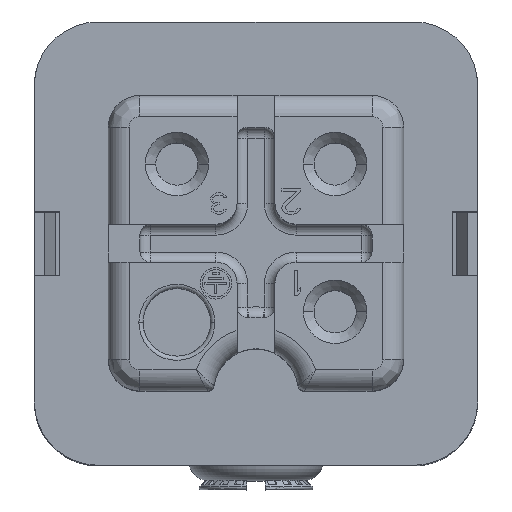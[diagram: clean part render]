
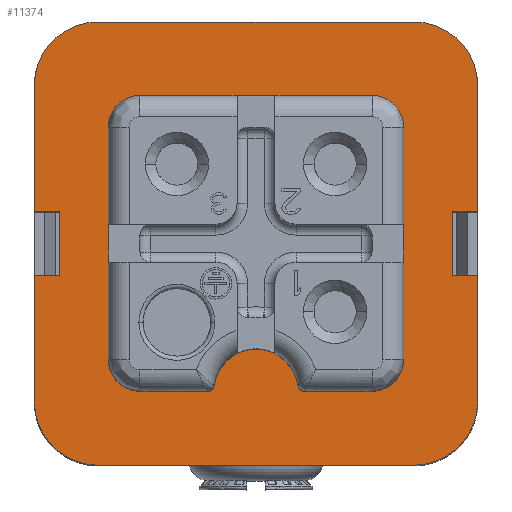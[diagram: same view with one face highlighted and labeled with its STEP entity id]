
A CAD part, top view. The second image highlights one B-rep face of the part: STEP entity #11374.
In plain terms, the highlighted planar face has unit normal (0, 0, 1).
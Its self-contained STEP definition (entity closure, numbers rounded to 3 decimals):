
#1148=DIRECTION('',(0.,-1.,0.));
#1149=VECTOR('',#1148,6.);
#1150=CARTESIAN_POINT('',(-59.188,-48.165,36.));
#1151=LINE('',#1150,#1149);
#1152=DIRECTION('',(-1.,0.,0.));
#1153=VECTOR('',#1152,1.2);
#1154=CARTESIAN_POINT('',(-57.988,-48.165,36.));
#1155=LINE('',#1154,#1153);
#1156=CARTESIAN_POINT('',(-41.188,-54.165,36.));
#1157=DIRECTION('',(0.,0.,-1.));
#1158=DIRECTION('',(1.,0.,0.));
#1159=AXIS2_PLACEMENT_3D('',#1156,#1157,#1158);
#1161=CARTESIAN_POINT('',(-56.188,-54.165,36.));
#1162=DIRECTION('',(0.,0.,-1.));
#1163=DIRECTION('',(0.,-1.,0.));
#1164=AXIS2_PLACEMENT_3D('',#1161,#1162,#1163);
#1166=DIRECTION('',(0.,1.,0.));
#1167=VECTOR('',#1166,3.);
#1168=CARTESIAN_POINT('',(-57.988,-48.165,36.));
#1169=LINE('',#1168,#1167);
#1170=CARTESIAN_POINT('',(-56.188,-39.165,36.));
#1171=DIRECTION('',(0.,0.,-1.));
#1172=DIRECTION('',(-1.,0.,0.));
#1173=AXIS2_PLACEMENT_3D('',#1170,#1171,#1172);
#1175=CARTESIAN_POINT('',(-41.188,-39.165,36.));
#1176=DIRECTION('',(0.,0.,-1.));
#1177=DIRECTION('',(0.,1.,0.));
#1178=AXIS2_PLACEMENT_3D('',#1175,#1176,#1177);
#1180=DIRECTION('',(-1.,0.,0.));
#1181=VECTOR('',#1180,11.);
#1182=CARTESIAN_POINT('',(-43.188,-39.665,36.));
#1183=LINE('',#1182,#1181);
#1184=CARTESIAN_POINT('',(-54.188,-41.165,36.));
#1185=DIRECTION('',(0.,0.,1.));
#1186=DIRECTION('',(0.,1.,0.));
#1187=AXIS2_PLACEMENT_3D('',#1184,#1185,#1186);
#1189=DIRECTION('',(0.,-1.,0.));
#1190=VECTOR('',#1189,11.);
#1191=CARTESIAN_POINT('',(-55.688,-41.165,36.));
#1192=LINE('',#1191,#1190);
#1193=CARTESIAN_POINT('',(-54.188,-52.165,36.));
#1194=DIRECTION('',(0.,0.,1.));
#1195=DIRECTION('',(-1.,0.,0.));
#1196=AXIS2_PLACEMENT_3D('',#1193,#1194,#1195);
#1198=CARTESIAN_POINT('',(-50.968,-53.365,36.));
#1199=DIRECTION('',(0.,0.,1.));
#1200=DIRECTION('',(0.,-1.,0.));
#1201=AXIS2_PLACEMENT_3D('',#1198,#1199,#1200);
#1203=CARTESIAN_POINT('',(-48.688,-53.665,36.));
#1204=DIRECTION('',(0.,0.,-1.));
#1205=DIRECTION('',(-0.991,0.13,0.));
#1206=AXIS2_PLACEMENT_3D('',#1203,#1204,#1205);
#1208=CARTESIAN_POINT('',(-46.408,-53.365,36.));
#1209=DIRECTION('',(0.,0.,1.));
#1210=DIRECTION('',(-0.991,-0.13,0.));
#1211=AXIS2_PLACEMENT_3D('',#1208,#1209,#1210);
#1213=CARTESIAN_POINT('',(-43.188,-52.165,36.));
#1214=DIRECTION('',(0.,0.,1.));
#1215=DIRECTION('',(0.,-1.,0.));
#1216=AXIS2_PLACEMENT_3D('',#1213,#1214,#1215);
#1218=DIRECTION('',(0.,1.,0.));
#1219=VECTOR('',#1218,11.);
#1220=CARTESIAN_POINT('',(-41.688,-52.165,36.));
#1221=LINE('',#1220,#1219);
#1222=CARTESIAN_POINT('',(-43.188,-41.165,36.));
#1223=DIRECTION('',(0.,0.,1.));
#1224=DIRECTION('',(1.,0.,0.));
#1225=AXIS2_PLACEMENT_3D('',#1222,#1223,#1224);
#1227=DIRECTION('',(0.,1.,0.));
#1228=VECTOR('',#1227,6.);
#1229=CARTESIAN_POINT('',(-38.188,-54.165,36.));
#1230=LINE('',#1229,#1228);
#1255=DIRECTION('',(0.,1.,0.));
#1256=VECTOR('',#1255,6.);
#1257=CARTESIAN_POINT('',(-38.188,-45.165,36.));
#1258=LINE('',#1257,#1256);
#1425=DIRECTION('',(-1.,0.,0.));
#1426=VECTOR('',#1425,1.2);
#1427=CARTESIAN_POINT('',(-38.188,-48.165,36.));
#1428=LINE('',#1427,#1426);
#1469=DIRECTION('',(0.,1.,0.));
#1470=VECTOR('',#1469,3.);
#1471=CARTESIAN_POINT('',(-39.388,-48.165,36.));
#1472=LINE('',#1471,#1470);
#1497=DIRECTION('',(1.,0.,0.));
#1498=VECTOR('',#1497,1.2);
#1499=CARTESIAN_POINT('',(-39.388,-45.165,36.));
#1500=LINE('',#1499,#1498);
#1579=DIRECTION('',(-1.,0.,0.));
#1580=VECTOR('',#1579,15.);
#1581=CARTESIAN_POINT('',(-41.188,-36.165,36.));
#1582=LINE('',#1581,#1580);
#1615=DIRECTION('',(0.,-1.,0.));
#1616=VECTOR('',#1615,6.);
#1617=CARTESIAN_POINT('',(-59.188,-39.165,36.));
#1618=LINE('',#1617,#1616);
#1651=DIRECTION('',(1.,0.,0.));
#1652=VECTOR('',#1651,1.2);
#1653=CARTESIAN_POINT('',(-59.188,-45.165,36.));
#1654=LINE('',#1653,#1652);
#1819=DIRECTION('',(1.,0.,0.));
#1820=VECTOR('',#1819,15.);
#1821=CARTESIAN_POINT('',(-56.188,-57.165,36.));
#1822=LINE('',#1821,#1820);
#4090=DIRECTION('',(-1.,0.,0.));
#4091=VECTOR('',#4090,3.22);
#4092=CARTESIAN_POINT('',(-43.188,-53.665,36.));
#4093=LINE('',#4092,#4091);
#4241=DIRECTION('',(-1.,0.,0.));
#4242=VECTOR('',#4241,3.22);
#4243=CARTESIAN_POINT('',(-50.968,-53.665,36.));
#4244=LINE('',#4243,#4242);
#8087=CARTESIAN_POINT('',(-46.705,-53.404,36.));
#8088=VERTEX_POINT('',#8087);
#8089=CARTESIAN_POINT('',(-50.671,-53.404,36.));
#8090=VERTEX_POINT('',#8089);
#8174=CARTESIAN_POINT('',(-41.688,-41.165,36.));
#8175=VERTEX_POINT('',#8174);
#8176=CARTESIAN_POINT('',(-41.688,-52.165,36.));
#8177=VERTEX_POINT('',#8176);
#8554=CARTESIAN_POINT('',(-50.968,-53.665,36.));
#8555=VERTEX_POINT('',#8554);
#8556=CARTESIAN_POINT('',(-54.188,-53.665,36.));
#8557=VERTEX_POINT('',#8556);
#8558=CARTESIAN_POINT('',(-38.188,-54.165,36.));
#8559=CARTESIAN_POINT('',(-38.188,-48.165,36.));
#8560=VERTEX_POINT('',#8558);
#8561=VERTEX_POINT('',#8559);
#8562=CARTESIAN_POINT('',(-41.188,-57.165,36.));
#8563=VERTEX_POINT('',#8562);
#8564=CARTESIAN_POINT('',(-56.188,-57.165,36.));
#8565=VERTEX_POINT('',#8564);
#8566=CARTESIAN_POINT('',(-59.188,-54.165,36.));
#8567=VERTEX_POINT('',#8566);
#8568=CARTESIAN_POINT('',(-59.188,-48.165,36.));
#8569=VERTEX_POINT('',#8568);
#8570=CARTESIAN_POINT('',(-57.988,-48.165,36.));
#8571=VERTEX_POINT('',#8570);
#8572=CARTESIAN_POINT('',(-57.988,-45.165,36.));
#8573=VERTEX_POINT('',#8572);
#8574=CARTESIAN_POINT('',(-59.188,-45.165,36.));
#8575=VERTEX_POINT('',#8574);
#8576=CARTESIAN_POINT('',(-59.188,-39.165,36.));
#8577=VERTEX_POINT('',#8576);
#8578=CARTESIAN_POINT('',(-56.188,-36.165,36.));
#8579=VERTEX_POINT('',#8578);
#8580=CARTESIAN_POINT('',(-41.188,-36.165,36.));
#8581=VERTEX_POINT('',#8580);
#8582=CARTESIAN_POINT('',(-38.188,-39.165,36.));
#8583=VERTEX_POINT('',#8582);
#8584=CARTESIAN_POINT('',(-38.188,-45.165,36.));
#8585=VERTEX_POINT('',#8584);
#8586=CARTESIAN_POINT('',(-39.388,-45.165,36.));
#8587=VERTEX_POINT('',#8586);
#8588=CARTESIAN_POINT('',(-39.388,-48.165,36.));
#8589=VERTEX_POINT('',#8588);
#8590=CARTESIAN_POINT('',(-43.188,-39.665,36.));
#8591=CARTESIAN_POINT('',(-54.188,-39.665,36.));
#8592=VERTEX_POINT('',#8590);
#8593=VERTEX_POINT('',#8591);
#8594=CARTESIAN_POINT('',(-55.688,-41.165,36.));
#8595=VERTEX_POINT('',#8594);
#8596=CARTESIAN_POINT('',(-55.688,-52.165,36.));
#8597=VERTEX_POINT('',#8596);
#8598=CARTESIAN_POINT('',(-46.408,-53.665,36.));
#8599=VERTEX_POINT('',#8598);
#8600=CARTESIAN_POINT('',(-43.188,-53.665,36.));
#8601=VERTEX_POINT('',#8600);
#11312=CARTESIAN_POINT('',(1.665,-54.048,36.));
#11313=DIRECTION('',(0.,0.,-1.));
#11314=DIRECTION('',(1.,0.,0.));
#11315=AXIS2_PLACEMENT_3D('',#11312,#11313,#11314);
#11316=PLANE('',#11315);
#11318=ORIENTED_EDGE('',*,*,#11317,.F.);
#11320=ORIENTED_EDGE('',*,*,#11319,.T.);
#11322=ORIENTED_EDGE('',*,*,#11321,.F.);
#11324=ORIENTED_EDGE('',*,*,#11323,.T.);
#11325=ORIENTED_EDGE('',*,*,#11292,.F.);
#11326=ORIENTED_EDGE('',*,*,#11305,.F.);
#11327=ORIENTED_EDGE('',*,*,#11086,.T.);
#11329=ORIENTED_EDGE('',*,*,#11328,.F.);
#11331=ORIENTED_EDGE('',*,*,#11330,.F.);
#11333=ORIENTED_EDGE('',*,*,#11332,.T.);
#11335=ORIENTED_EDGE('',*,*,#11334,.F.);
#11337=ORIENTED_EDGE('',*,*,#11336,.T.);
#11339=ORIENTED_EDGE('',*,*,#11338,.F.);
#11341=ORIENTED_EDGE('',*,*,#11340,.F.);
#11343=ORIENTED_EDGE('',*,*,#11342,.F.);
#11345=ORIENTED_EDGE('',*,*,#11344,.F.);
#11346=EDGE_LOOP('',(#11318,#11320,#11322,#11324,#11325,#11326,#11327,#11329,
#11331,#11333,#11335,#11337,#11339,#11341,#11343,#11345));
#11347=FACE_OUTER_BOUND('',#11346,.F.);
#11349=ORIENTED_EDGE('',*,*,#11348,.T.);
#11351=ORIENTED_EDGE('',*,*,#11350,.T.);
#11353=ORIENTED_EDGE('',*,*,#11352,.T.);
#11355=ORIENTED_EDGE('',*,*,#11354,.T.);
#11357=ORIENTED_EDGE('',*,*,#11356,.F.);
#11359=ORIENTED_EDGE('',*,*,#11358,.T.);
#11361=ORIENTED_EDGE('',*,*,#11360,.T.);
#11363=ORIENTED_EDGE('',*,*,#11362,.T.);
#11365=ORIENTED_EDGE('',*,*,#11364,.F.);
#11367=ORIENTED_EDGE('',*,*,#11366,.T.);
#11369=ORIENTED_EDGE('',*,*,#11368,.T.);
#11371=ORIENTED_EDGE('',*,*,#11370,.T.);
#11372=EDGE_LOOP('',(#11349,#11351,#11353,#11355,#11357,#11359,#11361,#11363,
#11365,#11367,#11369,#11371));
#11373=FACE_BOUND('',#11372,.F.);
#11374=ADVANCED_FACE('',(#11347,#11373),#11316,.F.);
#1160=CIRCLE('',#1159,3.);
#1165=CIRCLE('',#1164,3.);
#1174=CIRCLE('',#1173,3.);
#1179=CIRCLE('',#1178,3.);
#1188=CIRCLE('',#1187,1.5);
#1197=CIRCLE('',#1196,1.5);
#1202=CIRCLE('',#1201,0.3);
#1207=CIRCLE('',#1206,2.);
#1212=CIRCLE('',#1211,0.3);
#1217=CIRCLE('',#1216,1.5);
#1226=CIRCLE('',#1225,1.5);
#11086=EDGE_CURVE('',#8571,#8573,#1169,.T.);
#11292=EDGE_CURVE('',#8569,#8567,#1151,.T.);
#11305=EDGE_CURVE('',#8571,#8569,#1155,.T.);
#11317=EDGE_CURVE('',#8560,#8561,#1230,.T.);
#11319=EDGE_CURVE('',#8560,#8563,#1160,.T.);
#11321=EDGE_CURVE('',#8565,#8563,#1822,.T.);
#11323=EDGE_CURVE('',#8565,#8567,#1165,.T.);
#11328=EDGE_CURVE('',#8575,#8573,#1654,.T.);
#11330=EDGE_CURVE('',#8577,#8575,#1618,.T.);
#11332=EDGE_CURVE('',#8577,#8579,#1174,.T.);
#11334=EDGE_CURVE('',#8581,#8579,#1582,.T.);
#11336=EDGE_CURVE('',#8581,#8583,#1179,.T.);
#11338=EDGE_CURVE('',#8585,#8583,#1258,.T.);
#11340=EDGE_CURVE('',#8587,#8585,#1500,.T.);
#11342=EDGE_CURVE('',#8589,#8587,#1472,.T.);
#11344=EDGE_CURVE('',#8561,#8589,#1428,.T.);
#11348=EDGE_CURVE('',#8592,#8593,#1183,.T.);
#11350=EDGE_CURVE('',#8593,#8595,#1188,.T.);
#11352=EDGE_CURVE('',#8595,#8597,#1192,.T.);
#11354=EDGE_CURVE('',#8597,#8557,#1197,.T.);
#11356=EDGE_CURVE('',#8555,#8557,#4244,.T.);
#11358=EDGE_CURVE('',#8555,#8090,#1202,.T.);
#11360=EDGE_CURVE('',#8090,#8088,#1207,.T.);
#11362=EDGE_CURVE('',#8088,#8599,#1212,.T.);
#11364=EDGE_CURVE('',#8601,#8599,#4093,.T.);
#11366=EDGE_CURVE('',#8601,#8177,#1217,.T.);
#11368=EDGE_CURVE('',#8177,#8175,#1221,.T.);
#11370=EDGE_CURVE('',#8175,#8592,#1226,.T.);
